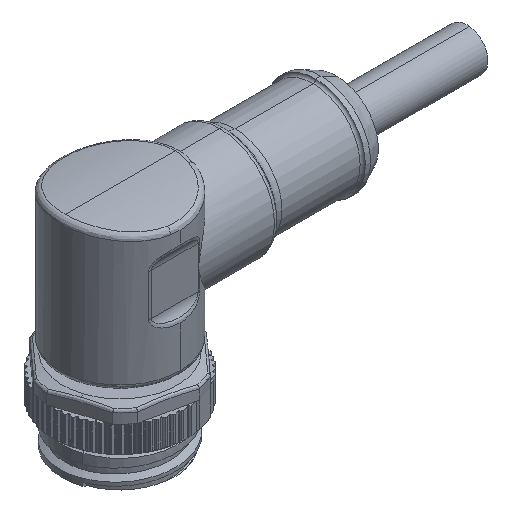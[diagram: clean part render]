
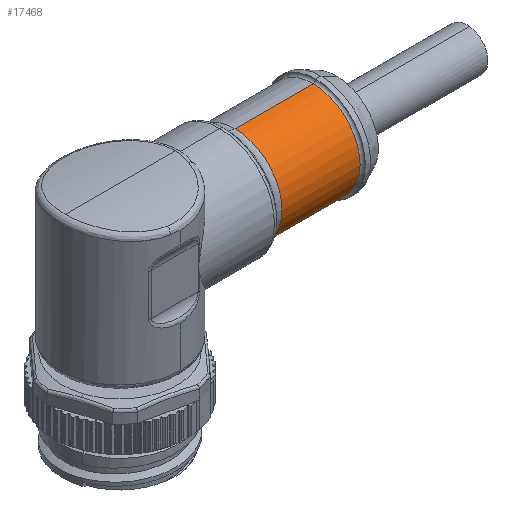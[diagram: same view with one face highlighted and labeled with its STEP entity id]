
A CAD part, isometric view. The second image highlights one B-rep face of the part: STEP entity #17468.
In plain terms, the highlighted cylindrical face has radius 9 mm (diameter 18 mm), a partial arc.
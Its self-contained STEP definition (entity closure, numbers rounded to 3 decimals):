
#17359=AXIS2_PLACEMENT_3D('Circle Axis2P3D',#17357,#17358,$) ;
#17428=AXIS2_PLACEMENT_3D('Cylinder Axis2P3D',#17425,#17426,#17427) ;
#17459=AXIS2_PLACEMENT_3D('Circle Axis2P3D',#17457,#17458,$) ;
#17329=CARTESIAN_POINT('Vertex',(35.023,12.977,23.843)) ;
#17331=CARTESIAN_POINT('Vertex',(35.023,12.977,41.843)) ;
#17357=CARTESIAN_POINT('Axis2P3D Location',(35.023,12.977,32.843)) ;
#17425=CARTESIAN_POINT('Axis2P3D Location',(41.487,12.977,32.843)) ;
#17430=CARTESIAN_POINT('Line Origine',(41.487,12.977,41.843)) ;
#17434=CARTESIAN_POINT('Vertex',(49.987,12.977,41.843)) ;
#17441=CARTESIAN_POINT('Vertex',(49.987,12.977,23.843)) ;
#17444=CARTESIAN_POINT('Line Origine',(41.487,12.977,23.843)) ;
#17457=CARTESIAN_POINT('Axis2P3D Location',(49.987,12.977,32.843)) ;
#17358=DIRECTION('Axis2P3D Direction',(1.,0.,0.)) ;
#17426=DIRECTION('Axis2P3D Direction',(-1.,0.,0.)) ;
#17427=DIRECTION('Axis2P3D XDirection',(0.,0.,-1.)) ;
#17431=DIRECTION('Vector Direction',(-1.,0.,0.)) ;
#17445=DIRECTION('Vector Direction',(-1.,0.,0.)) ;
#17458=DIRECTION('Axis2P3D Direction',(-1.,0.,0.)) ;
#17432=VECTOR('Line Direction',#17431,1.) ;
#17446=VECTOR('Line Direction',#17445,1.) ;
#17463=ORIENTED_EDGE('',*,*,#17448,.T.) ;
#17464=ORIENTED_EDGE('',*,*,#17461,.T.) ;
#17465=ORIENTED_EDGE('',*,*,#17436,.T.) ;
#17466=ORIENTED_EDGE('',*,*,#17361,.T.) ;
#17468=ADVANCED_FACE('Hauptk\X2\00F6\X0\rper',(#17467),#17429,.T.) ;
#17360=CIRCLE('generated circle',#17359,9.) ;
#17460=CIRCLE('generated circle',#17459,9.) ;
#17429=CYLINDRICAL_SURFACE('generated cylinder',#17428,9.) ;
#17361=EDGE_CURVE('',#17332,#17330,#17360,.T.) ;
#17436=EDGE_CURVE('',#17435,#17332,#17433,.T.) ;
#17448=EDGE_CURVE('',#17330,#17442,#17447,.F.) ;
#17461=EDGE_CURVE('',#17442,#17435,#17460,.T.) ;
#17462=EDGE_LOOP('',(#17463,#17464,#17465,#17466)) ;
#17467=FACE_OUTER_BOUND('',#17462,.T.) ;
#17433=LINE('Line',#17430,#17432) ;
#17447=LINE('Line',#17444,#17446) ;
#17330=VERTEX_POINT('',#17329) ;
#17332=VERTEX_POINT('',#17331) ;
#17435=VERTEX_POINT('',#17434) ;
#17442=VERTEX_POINT('',#17441) ;
